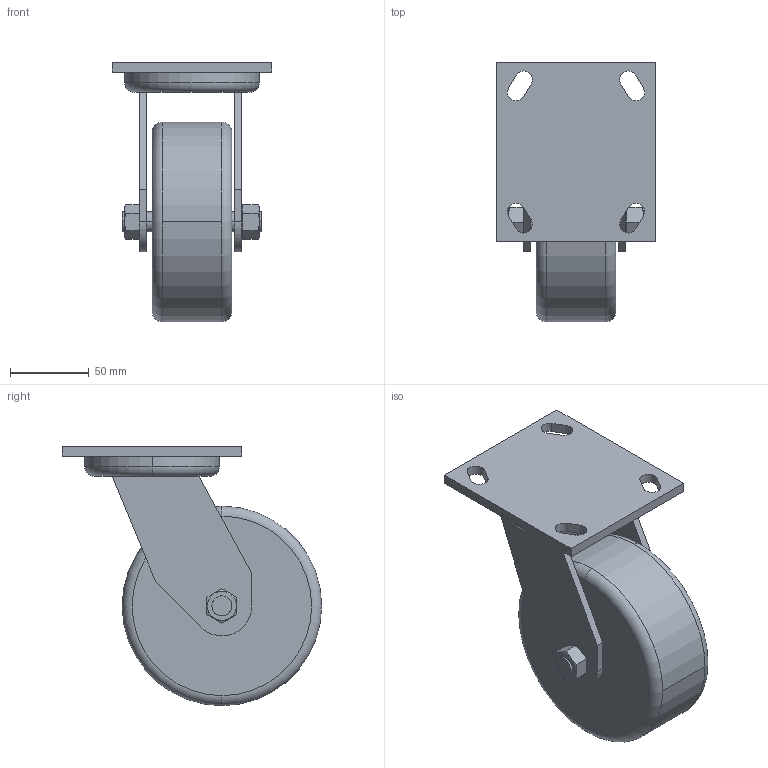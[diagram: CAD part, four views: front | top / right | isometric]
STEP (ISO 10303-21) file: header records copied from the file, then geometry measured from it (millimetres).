
FILE_DESCRIPTION((''),'2;1');
FILE_NAME('13CA8105.stp','2015-07-14T15:51:17',(''),(''),'Mechanical Desktop 2011','Mechanical Desktop 2011',', , ');
FILE_SCHEMA(('AUTOMOTIVE_DESIGN { 1 2 10303 214 1 1 1 1 }'));
Length unit declared in the file: inch
Products named in the file (1): Product
Bounding box: 101.6 x 165.1 x 165.1 mm (x, y, z)
Volume: 776712.5 mm3; surface area: 111564.7 mm2
Topology: 3 solids, 3 shells, 81 faces, 292 edges, 262 vertices
Faces by surface type: bspline 45, plane 18, cylinder 12, torus 6
Entity records: 3825 total; most frequent: CARTESIAN_POINT 1923, QUASI_UNIFORM_CURVE 296, DIRECTION 206, PCURVE 202, COMPOSITE_CURVE_SEGMENT 202, ORIENTED_EDGE 180, EDGE_CURVE 90, AXIS2_PLACEMENT_3D 79
